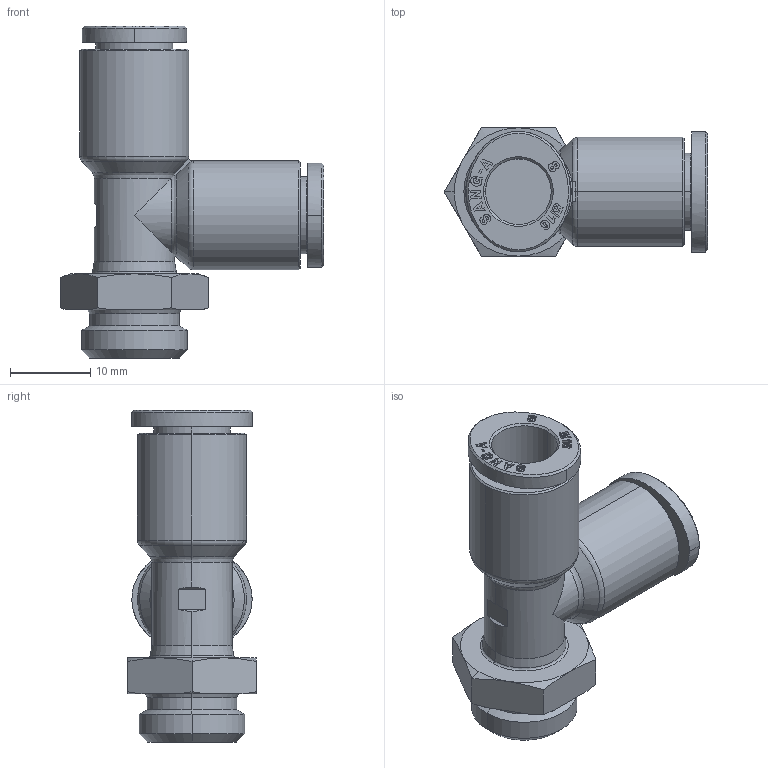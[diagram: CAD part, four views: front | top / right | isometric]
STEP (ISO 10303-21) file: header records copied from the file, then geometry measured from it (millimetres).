
FILE_DESCRIPTION((''),'2;1');
FILE_NAME('GPST 08G02(3D).stp','2012-12-26T18:40:52',(''),(''),'Mechanical Desktop.R8.0.24.0','Mechanical Desktop.R8.0.24.0',', , ');
FILE_SCHEMA(('CONFIG_CONTROL_DESIGN'));
Length unit declared in the file: millimetre
Products named in the file (2): GPST 08G02(3D); 睡ヶ1
Assembly tree (1 placements, depth 2):
  GPST 08G02(3D)
    睡ヶ1
Bounding box: 32.84 x 16 x 41.4 mm (x, y, z)
Volume: 5699.4 mm3; surface area: 4472.7 mm2
Topology: 1 solids, 1 shells, 844 faces, 2357 edges, 1555 vertices
Faces by surface type: plane 690, bspline 64, cone 46, cylinder 40, torus 4
Entity records: 28394 total; most frequent: CARTESIAN_POINT 6738, ORIENTED_EDGE 4710, DIRECTION 4119, EDGE_CURVE 2355, VECTOR 2047, LINE 2047, VERTEX_POINT 1555, AXIS2_PLACEMENT_3D 1036
